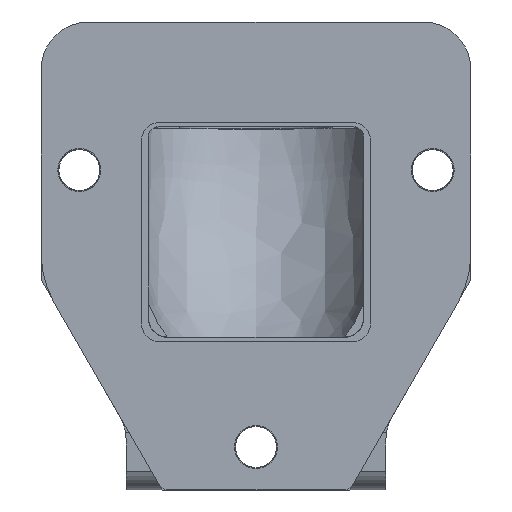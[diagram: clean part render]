
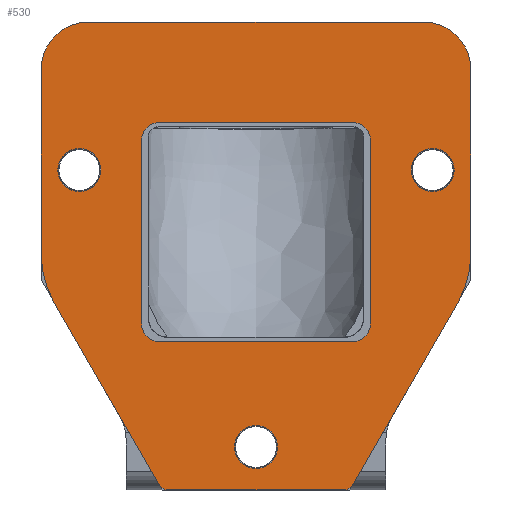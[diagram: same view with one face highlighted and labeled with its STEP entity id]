
A CAD part, front view. The second image highlights one B-rep face of the part: STEP entity #530.
In plain terms, the highlighted planar face has unit normal (0, -1, 0).
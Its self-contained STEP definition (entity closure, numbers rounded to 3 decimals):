
#530=ADVANCED_FACE('NONE',(#1551,#1552,#1553,#1554,#1555),#1556,.T.);
#1551=FACE_OUTER_BOUND('',#9970,.T.);
#1552=FACE_BOUND('',#9971,.T.);
#1553=FACE_BOUND('',#9972,.T.);
#1554=FACE_BOUND('',#9973,.T.);
#1555=FACE_BOUND('',#9974,.T.);
#1556=PLANE('',#9975);
#9970=EDGE_LOOP('',(#13579,#13580,#13581,#13582,#13583,#13584,#13585,#13586,#13587,#13588,#13589,#13590));
#9971=EDGE_LOOP('',(#13591,#13592));
#9972=EDGE_LOOP('',(#13593,#13594));
#9973=EDGE_LOOP('',(#13595,#13596));
#9974=EDGE_LOOP('',(#13597,#13598,#13599,#13600,#13601,#13602,#13603,#13604));
#9975=AXIS2_PLACEMENT_3D('',#13605,#13606,#13607);
#13579=ORIENTED_EDGE('',*,*,#15058,.F.);
#13580=ORIENTED_EDGE('',*,*,#15059,.T.);
#13581=ORIENTED_EDGE('',*,*,#15060,.F.);
#13582=ORIENTED_EDGE('',*,*,#15061,.T.);
#13583=ORIENTED_EDGE('',*,*,#15062,.F.);
#13584=ORIENTED_EDGE('',*,*,#15063,.T.);
#13585=ORIENTED_EDGE('',*,*,#15064,.F.);
#13586=ORIENTED_EDGE('',*,*,#15065,.T.);
#13587=ORIENTED_EDGE('',*,*,#15066,.F.);
#13588=ORIENTED_EDGE('',*,*,#15067,.T.);
#13589=ORIENTED_EDGE('',*,*,#15068,.F.);
#13590=ORIENTED_EDGE('',*,*,#15069,.T.);
#13591=ORIENTED_EDGE('',*,*,#15070,.T.);
#13592=ORIENTED_EDGE('',*,*,#15023,.T.);
#13593=ORIENTED_EDGE('',*,*,#15071,.T.);
#13594=ORIENTED_EDGE('',*,*,#15027,.T.);
#13595=ORIENTED_EDGE('',*,*,#15072,.T.);
#13596=ORIENTED_EDGE('',*,*,#15031,.T.);
#13597=ORIENTED_EDGE('',*,*,#15073,.T.);
#13598=ORIENTED_EDGE('',*,*,#15074,.T.);
#13599=ORIENTED_EDGE('',*,*,#15075,.T.);
#13600=ORIENTED_EDGE('',*,*,#15076,.T.);
#13601=ORIENTED_EDGE('',*,*,#15077,.T.);
#13602=ORIENTED_EDGE('',*,*,#15078,.T.);
#13603=ORIENTED_EDGE('',*,*,#15079,.T.);
#13604=ORIENTED_EDGE('',*,*,#15080,.T.);
#13605=CARTESIAN_POINT('',(-1.695,13.669,7.664));
#13606=DIRECTION('',(0.0,-1.0,0.0));
#13607=DIRECTION('',(0.0,0.0,-1.0));
#15023=EDGE_CURVE('NONE',#17185,#17186,#17187,.T.);
#15027=EDGE_CURVE('NONE',#17193,#17194,#17195,.T.);
#15031=EDGE_CURVE('NONE',#17201,#17202,#17203,.T.);
#15058=EDGE_CURVE('NONE',#17252,#17253,#17254,.T.);
#15059=EDGE_CURVE('NONE',#17252,#17255,#17256,.T.);
#15060=EDGE_CURVE('NONE',#17257,#17255,#17258,.T.);
#15061=EDGE_CURVE('NONE',#17257,#17259,#17260,.T.);
#15062=EDGE_CURVE('NONE',#17261,#17259,#17262,.T.);
#15063=EDGE_CURVE('NONE',#17261,#17263,#17264,.T.);
#15064=EDGE_CURVE('NONE',#17265,#17263,#17266,.T.);
#15065=EDGE_CURVE('NONE',#17265,#17267,#17268,.T.);
#15066=EDGE_CURVE('NONE',#17269,#17267,#17270,.T.);
#15067=EDGE_CURVE('NONE',#17269,#17271,#17272,.T.);
#15068=EDGE_CURVE('NONE',#17273,#17271,#17274,.T.);
#15069=EDGE_CURVE('NONE',#17273,#17253,#17275,.T.);
#15070=EDGE_CURVE('NONE',#17186,#17185,#17276,.T.);
#15071=EDGE_CURVE('NONE',#17194,#17193,#17277,.T.);
#15072=EDGE_CURVE('NONE',#17202,#17201,#17278,.T.);
#15073=EDGE_CURVE('NONE',#17279,#17280,#17281,.T.);
#15074=EDGE_CURVE('NONE',#17280,#17282,#17283,.T.);
#15075=EDGE_CURVE('NONE',#17282,#17284,#17285,.T.);
#15076=EDGE_CURVE('NONE',#17284,#17286,#17287,.T.);
#15077=EDGE_CURVE('NONE',#17286,#17288,#17289,.T.);
#15078=EDGE_CURVE('NONE',#17288,#17290,#17291,.T.);
#15079=EDGE_CURVE('NONE',#17290,#17292,#17293,.T.);
#15080=EDGE_CURVE('NONE',#17292,#17279,#17294,.T.);
#17185=VERTEX_POINT('NONE',#26662);
#17186=VERTEX_POINT('NONE',#26663);
#17187=CIRCLE('',#26664,2.25);
#17193=VERTEX_POINT('NONE',#26672);
#17194=VERTEX_POINT('NONE',#26673);
#17195=CIRCLE('',#26674,2.25);
#17201=VERTEX_POINT('NONE',#26682);
#17202=VERTEX_POINT('NONE',#26683);
#17203=CIRCLE('',#26684,2.25);
#17252=VERTEX_POINT('NONE',#26745);
#17253=VERTEX_POINT('NONE',#26746);
#17254=LINE('',#26747,#26748);
#17255=VERTEX_POINT('NONE',#26749);
#17256=CIRCLE('',#26750,1.0);
#17257=VERTEX_POINT('NONE',#26751);
#17258=LINE('',#26752,#26753);
#17259=VERTEX_POINT('NONE',#26754);
#17260=CIRCLE('',#26755,1.0);
#17261=VERTEX_POINT('NONE',#26756);
#17262=LINE('',#26757,#26758);
#17263=VERTEX_POINT('NONE',#26759);
#17264=CIRCLE('',#26760,10.0);
#17265=VERTEX_POINT('NONE',#26761);
#17266=LINE('',#26762,#26763);
#17267=VERTEX_POINT('NONE',#26764);
#17268=CIRCLE('',#26765,5.0);
#17269=VERTEX_POINT('NONE',#26766);
#17270=LINE('',#26767,#26768);
#17271=VERTEX_POINT('NONE',#26769);
#17272=CIRCLE('',#26770,5.0);
#17273=VERTEX_POINT('NONE',#26771);
#17274=LINE('',#26772,#26773);
#17275=CIRCLE('',#26774,10.0);
#17276=CIRCLE('',#26775,2.25);
#17277=CIRCLE('',#26776,2.25);
#17278=CIRCLE('',#26777,2.25);
#17279=VERTEX_POINT('NONE',#26778);
#17280=VERTEX_POINT('NONE',#26779);
#17281=LINE('',#26780,#26781);
#17282=VERTEX_POINT('NONE',#26782);
#17283=CIRCLE('',#26783,2.0);
#17284=VERTEX_POINT('NONE',#26784);
#17285=LINE('',#26785,#26786);
#17286=VERTEX_POINT('NONE',#26787);
#17287=CIRCLE('',#26788,2.0);
#17288=VERTEX_POINT('NONE',#26789);
#17289=LINE('',#26790,#26791);
#17290=VERTEX_POINT('NONE',#26792);
#17291=CIRCLE('',#26793,2.0);
#17292=VERTEX_POINT('NONE',#26794);
#17293=LINE('',#26795,#26796);
#17294=CIRCLE('',#26797,2.0);
#26662=CARTESIAN_POINT('',(20.805,13.669,9.914));
#26663=CARTESIAN_POINT('',(20.805,13.669,14.414));
#26664=AXIS2_PLACEMENT_3D('',#28137,#28138,#28139);
#26672=CARTESIAN_POINT('',(2.305,13.669,38.914));
#26673=CARTESIAN_POINT('',(2.305,13.669,43.414));
#26674=AXIS2_PLACEMENT_3D('',#28145,#28146,#28147);
#26682=CARTESIAN_POINT('',(39.305,13.669,38.914));
#26683=CARTESIAN_POINT('',(39.305,13.669,43.414));
#26684=AXIS2_PLACEMENT_3D('',#28153,#28154,#28155);
#26745=CARTESIAN_POINT('',(10.718,13.669,8.164));
#26746=CARTESIAN_POINT('',(-0.355,13.669,27.344));
#26747=CARTESIAN_POINT('',(-1.695,13.669,29.664));
#26748=VECTOR('',#28210,1000.0);
#26749=CARTESIAN_POINT('',(11.584,13.669,7.664));
#26750=AXIS2_PLACEMENT_3D('',#28211,#28212,#28213);
#26751=CARTESIAN_POINT('',(30.026,13.669,7.664));
#26752=CARTESIAN_POINT('',(11.007,13.669,7.664));
#26753=VECTOR('',#28214,1000.0);
#26754=CARTESIAN_POINT('',(30.892,13.669,8.164));
#26755=AXIS2_PLACEMENT_3D('',#28215,#28216,#28217);
#26756=CARTESIAN_POINT('',(41.966,13.669,27.344));
#26757=CARTESIAN_POINT('',(43.305,13.669,29.664));
#26758=VECTOR('',#28218,1000.0);
#26759=CARTESIAN_POINT('',(43.305,13.669,32.344));
#26760=AXIS2_PLACEMENT_3D('',#28219,#28220,#28221);
#26761=CARTESIAN_POINT('',(43.305,13.669,51.664));
#26762=CARTESIAN_POINT('',(43.305,13.669,56.664));
#26763=VECTOR('',#28222,1000.0);
#26764=CARTESIAN_POINT('',(38.305,13.669,56.664));
#26765=AXIS2_PLACEMENT_3D('',#28223,#28224,#28225);
#26766=CARTESIAN_POINT('',(3.305,13.669,56.664));
#26767=CARTESIAN_POINT('',(43.305,13.669,56.664));
#26768=VECTOR('',#28226,1000.0);
#26769=CARTESIAN_POINT('',(-1.695,13.669,51.664));
#26770=AXIS2_PLACEMENT_3D('',#28227,#28228,#28229);
#26771=CARTESIAN_POINT('',(-1.695,13.669,32.344));
#26772=CARTESIAN_POINT('',(-1.695,13.669,56.664));
#26773=VECTOR('',#28230,1000.0);
#26774=AXIS2_PLACEMENT_3D('',#28231,#28232,#28233);
#26775=AXIS2_PLACEMENT_3D('',#28234,#28235,#28236);
#26776=AXIS2_PLACEMENT_3D('',#28237,#28238,#28239);
#26777=AXIS2_PLACEMENT_3D('',#28240,#28241,#28242);
#26778=CARTESIAN_POINT('',(32.805,13.669,44.164));
#26779=CARTESIAN_POINT('',(32.805,13.669,25.164));
#26780=CARTESIAN_POINT('',(32.805,13.669,23.164));
#26781=VECTOR('',#28243,1000.0);
#26782=CARTESIAN_POINT('',(30.805,13.669,23.164));
#26783=AXIS2_PLACEMENT_3D('',#28244,#28245,#28246);
#26784=CARTESIAN_POINT('',(10.805,13.669,23.164));
#26785=CARTESIAN_POINT('',(32.805,13.669,23.164));
#26786=VECTOR('',#28247,1000.0);
#26787=CARTESIAN_POINT('',(8.805,13.669,25.164));
#26788=AXIS2_PLACEMENT_3D('',#28248,#28249,#28250);
#26789=CARTESIAN_POINT('',(8.805,13.669,44.164));
#26790=CARTESIAN_POINT('',(8.805,13.669,23.164));
#26791=VECTOR('',#28251,1000.0);
#26792=CARTESIAN_POINT('',(10.805,13.669,46.164));
#26793=AXIS2_PLACEMENT_3D('',#28252,#28253,#28254);
#26794=CARTESIAN_POINT('',(30.805,13.669,46.164));
#26795=CARTESIAN_POINT('',(8.805,13.669,46.164));
#26796=VECTOR('',#28255,1000.0);
#26797=AXIS2_PLACEMENT_3D('',#28256,#28257,#28258);
#28137=CARTESIAN_POINT('',(20.805,13.669,12.164));
#28138=DIRECTION('',(0.0,1.0,0.0));
#28139=DIRECTION('',(0.0,0.0,1.0));
#28145=CARTESIAN_POINT('',(2.305,13.669,41.164));
#28146=DIRECTION('',(0.0,1.0,0.0));
#28147=DIRECTION('',(0.0,0.0,1.0));
#28153=CARTESIAN_POINT('',(39.305,13.669,41.164));
#28154=DIRECTION('',(0.0,1.0,0.0));
#28155=DIRECTION('',(0.0,0.0,1.0));
#28210=DIRECTION('',(-0.5,0.0,0.866));
#28211=CARTESIAN_POINT('',(11.584,13.669,8.664));
#28212=DIRECTION('',(0.0,-1.0,0.0));
#28213=DIRECTION('',(0.0,0.0,-1.0));
#28214=DIRECTION('',(-1.0,-0.0,-0.0));
#28215=CARTESIAN_POINT('',(30.026,13.669,8.664));
#28216=DIRECTION('',(0.0,-1.0,0.0));
#28217=DIRECTION('',(0.0,0.0,-1.0));
#28218=DIRECTION('',(-0.5,0.0,-0.866));
#28219=CARTESIAN_POINT('',(33.305,13.669,32.344));
#28220=DIRECTION('',(0.0,-1.0,0.0));
#28221=DIRECTION('',(0.0,0.0,-1.0));
#28222=DIRECTION('',(0.0,0.0,-1.0));
#28223=CARTESIAN_POINT('',(38.305,13.669,51.664));
#28224=DIRECTION('',(0.0,-1.0,0.0));
#28225=DIRECTION('',(0.0,0.0,-1.0));
#28226=DIRECTION('',(1.0,0.0,0.0));
#28227=CARTESIAN_POINT('',(3.305,13.669,51.664));
#28228=DIRECTION('',(0.0,-1.0,0.0));
#28229=DIRECTION('',(0.0,0.0,-1.0));
#28230=DIRECTION('',(0.0,0.0,1.0));
#28231=CARTESIAN_POINT('',(8.305,13.669,32.344));
#28232=DIRECTION('',(0.0,-1.0,0.0));
#28233=DIRECTION('',(0.0,0.0,-1.0));
#28234=CARTESIAN_POINT('',(20.805,13.669,12.164));
#28235=DIRECTION('',(0.0,1.0,0.0));
#28236=DIRECTION('',(0.0,0.0,1.0));
#28237=CARTESIAN_POINT('',(2.305,13.669,41.164));
#28238=DIRECTION('',(0.0,1.0,0.0));
#28239=DIRECTION('',(0.0,0.0,1.0));
#28240=CARTESIAN_POINT('',(39.305,13.669,41.164));
#28241=DIRECTION('',(0.0,1.0,0.0));
#28242=DIRECTION('',(0.0,0.0,1.0));
#28243=DIRECTION('',(0.,-0.0,-1.0));
#28244=CARTESIAN_POINT('',(30.805,13.669,25.164));
#28245=DIRECTION('',(0.0,1.0,0.0));
#28246=DIRECTION('',(0.0,0.0,-1.0));
#28247=DIRECTION('',(-1.0,0.0,0.0));
#28248=CARTESIAN_POINT('',(10.805,13.669,25.164));
#28249=DIRECTION('',(0.0,1.0,0.0));
#28250=DIRECTION('',(0.0,0.0,-1.0));
#28251=DIRECTION('',(0.,0.0,1.0));
#28252=CARTESIAN_POINT('',(10.805,13.669,44.164));
#28253=DIRECTION('',(0.0,1.0,0.0));
#28254=DIRECTION('',(0.0,0.0,-1.0));
#28255=DIRECTION('',(1.0,0.0,0.));
#28256=CARTESIAN_POINT('',(30.805,13.669,44.164));
#28257=DIRECTION('',(0.0,1.0,0.0));
#28258=DIRECTION('',(0.0,0.0,-1.0));
